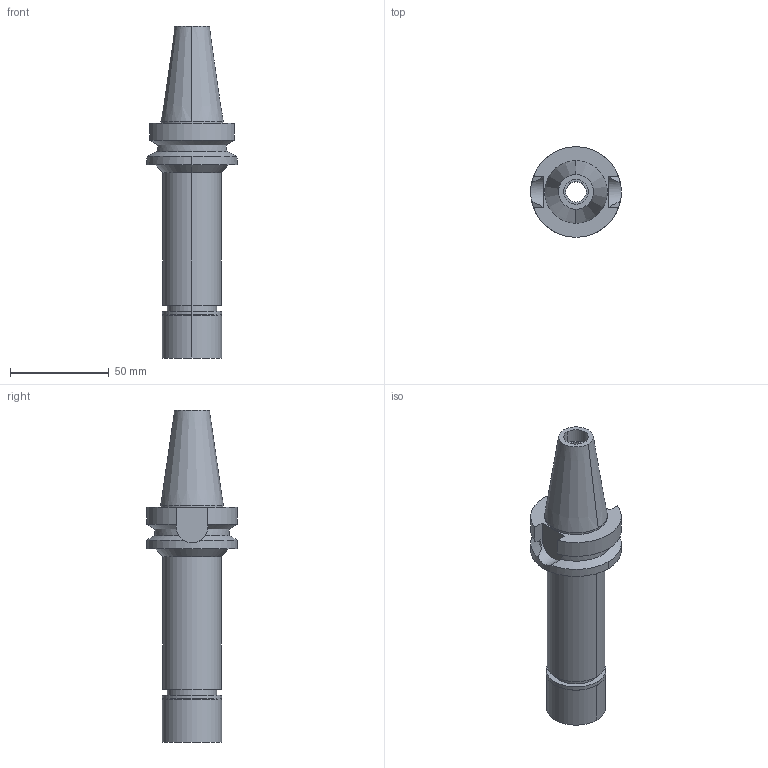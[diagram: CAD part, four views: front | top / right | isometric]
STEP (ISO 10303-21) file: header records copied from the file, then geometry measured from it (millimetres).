
FILE_DESCRIPTION (( 'STEP AP203' ), '1' );
FILE_NAME ('BBT30-MEGA10N-120.stp', '2019-06-26T13:48:49', ( '' ), ( '' ), 'SwSTEP 2.0', 'SolidWorks 2019', '' );
FILE_SCHEMA (( 'CONFIG_CONTROL_DESIGN' ));
Length unit declared in the file: millimetre
Products named in the file (7): MGN10_1.stp; DXF_TEMP_ASSY_ASM_4_ASM.stp; BBT30-MEGA10N-120-100.stp; BBT30-MEGA10N-120; BBT30-MEGA10N-120-100-FreeParts; BBT30MN10120-100_ASM.stp; BBT30-MEGA10N-120_1.stp
Assembly tree (5 placements, depth 5):
  BBT30-MEGA10N-120
    BBT30-MEGA10N-120-100.stp
      BBT30MN10120-100_ASM.stp
        DXF_TEMP_ASSY_ASM_4_ASM.stp
          BBT30-MEGA10N-120_1.stp
          MGN10_1.stp
  BBT30-MEGA10N-120-100-FreeParts
Bounding box: 46 x 46 x 168.4 mm (x, y, z)
Volume: 104011.7 mm3; surface area: 28089.8 mm2
Topology: 2 solids, 2 shells, 73 faces, 163 edges, 105 vertices
Faces by surface type: cylinder 38, plane 21, cone 14
Entity records: 2908 total; most frequent: CARTESIAN_POINT 519, DIRECTION 396, ORIENTED_EDGE 326, AXIS2_PLACEMENT_3D 168, EDGE_CURVE 163, VERTEX_POINT 105, EDGE_LOOP 88, CIRCLE 84
